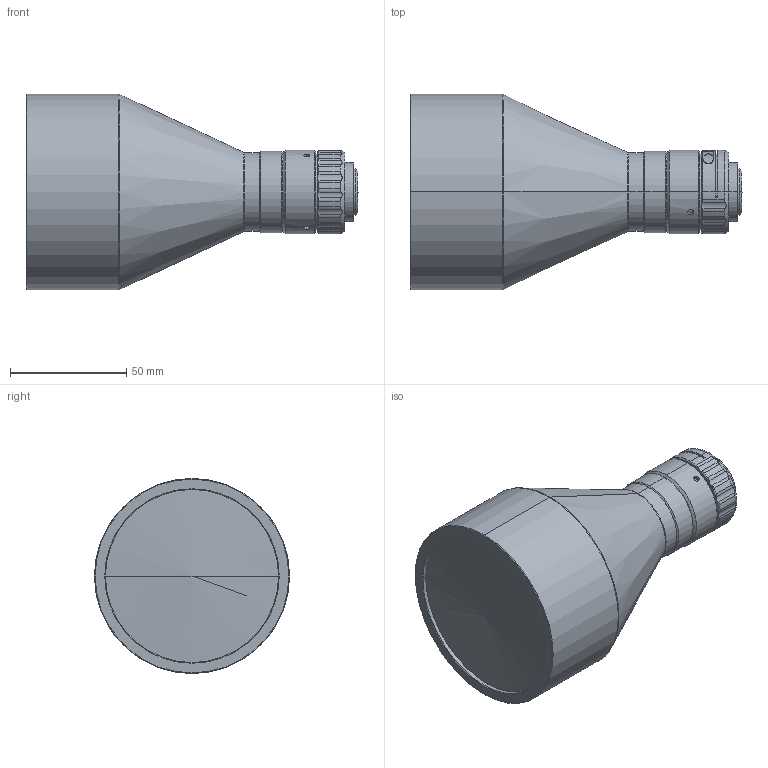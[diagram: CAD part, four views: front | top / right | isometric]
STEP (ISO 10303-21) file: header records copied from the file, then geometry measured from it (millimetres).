
FILE_DESCRIPTION (( 'STEP AP203' ), '1' );
FILE_NAME ('DTCM120-64-AL.STEP', '2019-12-02T06:01:02', ( 'Windows 蚚誧' ), ( '' ), 'SwSTEP 2.0', 'SolidWorks 2017', '' );
FILE_SCHEMA (( 'CONFIG_CONTROL_DESIGN' ));
Length unit declared in the file: millimetre
Products named in the file (1): DTCM120-64-AL
Bounding box: 142.91 x 84 x 84 mm (x, y, z)
Volume: 417179.6 mm3; surface area: 34582.9 mm2
Topology: 1 solids, 1 shells, 129 faces, 324 edges, 201 vertices
Faces by surface type: cylinder 69, cone 37, plane 19, bspline 4
Entity records: 4384 total; most frequent: CARTESIAN_POINT 1320, ORIENTED_EDGE 636, DIRECTION 613, EDGE_CURVE 318, AXIS2_PLACEMENT_3D 248, VERTEX_POINT 201, EDGE_LOOP 141, ADVANCED_FACE 129
